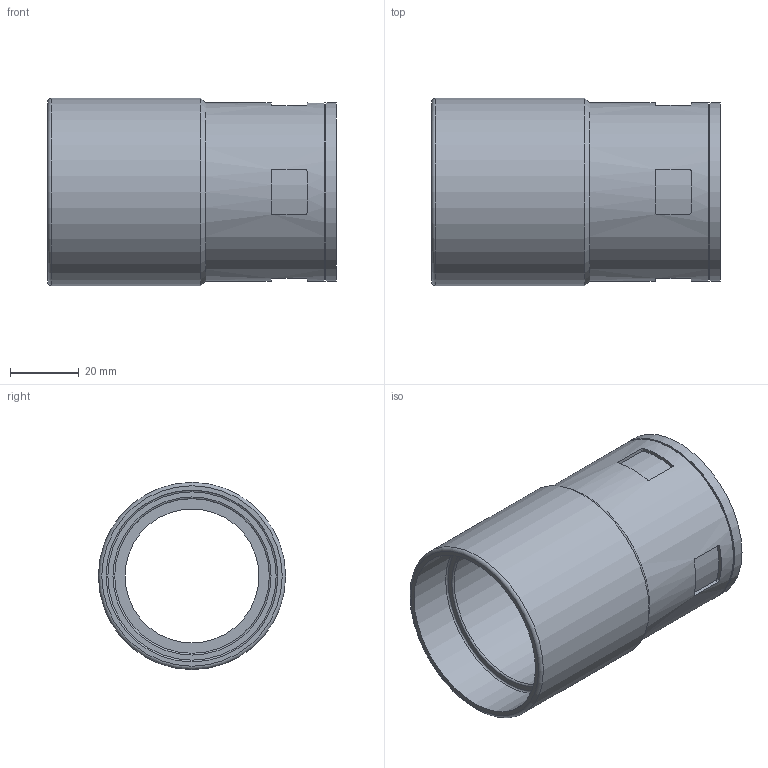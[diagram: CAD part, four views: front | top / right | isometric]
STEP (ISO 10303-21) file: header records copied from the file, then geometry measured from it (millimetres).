
FILE_DESCRIPTION( ( 'STEP AP203' ), '1' );
FILE_NAME( 'FLEXA RQGR 5601.042.254.stp', '2020-03-24T09:45:00', ( 'License CC BY-ND 4.0' ), ( 'CADENAS' ), ' ', 'PARTsolutions', ' ' );
FILE_SCHEMA( ( 'CONFIG_CONTROL_DESIGN' ) );
Length unit declared in the file: millimetre
Products named in the file (1): _FLEXA RQGR 5601.042.254
Bounding box: 84 x 54.5 x 54.5 mm (x, y, z)
Volume: 57449.1 mm3; surface area: 28767.7 mm2
Topology: 1 solids, 1 shells, 56 faces, 133 edges, 87 vertices
Faces by surface type: cylinder 28, plane 23, torus 4, cone 1
Full cylindrical faces by diameter (mm): 39 x1, 42.5 x1, 45 x1, 46.2 x1, 50 x1, 52 x2, 54.5 x1
Entity records: 1660 total; most frequent: CARTESIAN_POINT 417, DIRECTION 234, ORIENTED_EDGE 232, EDGE_CURVE 116, AXIS2_PLACEMENT_3D 93, VERTEX_POINT 84, EDGE_LOOP 80, FACE_OUTER_BOUND 68
